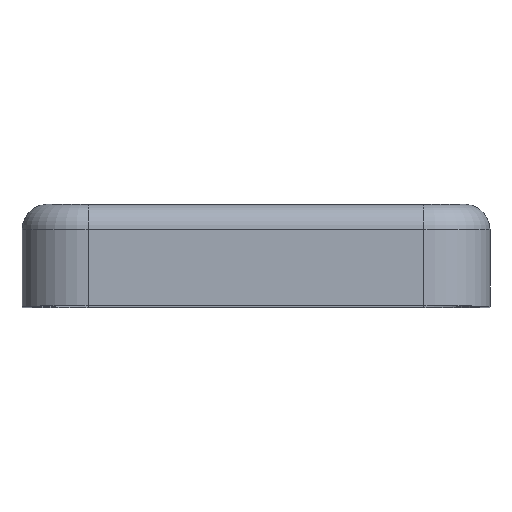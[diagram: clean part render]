
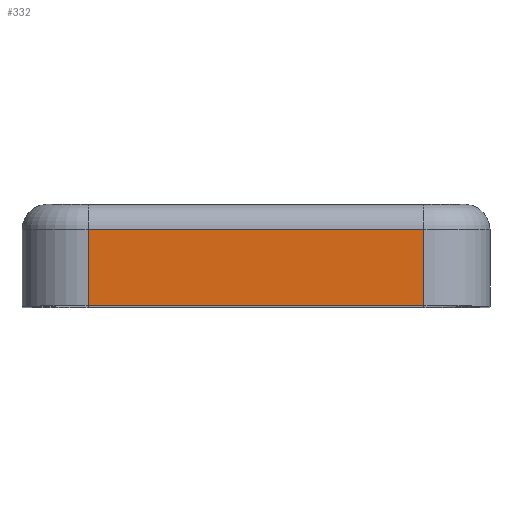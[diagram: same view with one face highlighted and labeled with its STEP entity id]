
A CAD part, top view. The second image highlights one B-rep face of the part: STEP entity #332.
In plain terms, the highlighted planar face has unit normal (0, 0, 1).
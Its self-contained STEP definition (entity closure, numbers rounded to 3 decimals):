
#1 = PLANE ( 'NONE',  #723 ) ;
#139 = CARTESIAN_POINT ( 'NONE',  ( 3.3, -0.5, 9.95 ) ) ;
#227 = CARTESIAN_POINT ( 'NONE',  ( 3.3, -2., 9.95 ) ) ;
#271 = CARTESIAN_POINT ( 'NONE',  ( 3.3, -0.5, 9.95 ) ) ;
#332 = ADVANCED_FACE ( 'NONE', ( #2363 ), #1, .F. ) ;
#356 = CARTESIAN_POINT ( 'NONE',  ( -3.3, -2., 9.95 ) ) ;
#481 = ORIENTED_EDGE ( 'NONE', *, *, #1233, .T. ) ;
#669 = ORIENTED_EDGE ( 'NONE', *, *, #1711, .F. ) ;
#708 = LINE ( 'NONE', #1913, #952 ) ;
#723 = AXIS2_PLACEMENT_3D ( 'NONE', #1403, #776, #1608 ) ;
#776 = DIRECTION ( 'NONE',  ( 0., 0., -1. ) ) ;
#806 = CARTESIAN_POINT ( 'NONE',  ( -3.3, 0., 9.95 ) ) ;
#945 = VECTOR ( 'NONE', #2450, 1000. ) ;
#952 = VECTOR ( 'NONE', #2291, 1000. ) ;
#1001 = LINE ( 'NONE', #806, #2017 ) ;
#1233 = EDGE_CURVE ( 'NONE', #1761, #2372, #1001, .T. ) ;
#1317 = ORIENTED_EDGE ( 'NONE', *, *, #2294, .F. ) ;
#1358 = EDGE_CURVE ( 'NONE', #1436, #1761, #2460, .T. ) ;
#1403 = CARTESIAN_POINT ( 'NONE',  ( 3.3, 0., 9.95 ) ) ;
#1436 = VERTEX_POINT ( 'NONE', #139 ) ;
#1476 = CARTESIAN_POINT ( 'NONE',  ( 3.3, 0., 9.95 ) ) ;
#1489 = DIRECTION ( 'NONE',  ( 0., -1., 0. ) ) ;
#1599 = DIRECTION ( 'NONE',  ( 0., -1., 0. ) ) ;
#1608 = DIRECTION ( 'NONE',  ( -1., 0., 0. ) ) ;
#1613 = VERTEX_POINT ( 'NONE', #227 ) ;
#1653 = CARTESIAN_POINT ( 'NONE',  ( -3.3, -0.5, 9.95 ) ) ;
#1711 = EDGE_CURVE ( 'NONE', #1436, #1613, #2062, .T. ) ;
#1761 = VERTEX_POINT ( 'NONE', #1653 ) ;
#1798 = VECTOR ( 'NONE', #1489, 1000. ) ;
#1913 = CARTESIAN_POINT ( 'NONE',  ( 3.3, -2., 9.95 ) ) ;
#1997 = EDGE_LOOP ( 'NONE', ( #1317, #669, #2445, #481 ) ) ;
#2017 = VECTOR ( 'NONE', #1599, 1000. ) ;
#2062 = LINE ( 'NONE', #1476, #1798 ) ;
#2291 = DIRECTION ( 'NONE',  ( -1., 0., 0. ) ) ;
#2294 = EDGE_CURVE ( 'NONE', #1613, #2372, #708, .T. ) ;
#2363 = FACE_OUTER_BOUND ( 'NONE', #1997, .T. ) ;
#2372 = VERTEX_POINT ( 'NONE', #356 ) ;
#2445 = ORIENTED_EDGE ( 'NONE', *, *, #1358, .T. ) ;
#2450 = DIRECTION ( 'NONE',  ( -1., 0., 0. ) ) ;
#2460 = LINE ( 'NONE', #271, #945 ) ;
